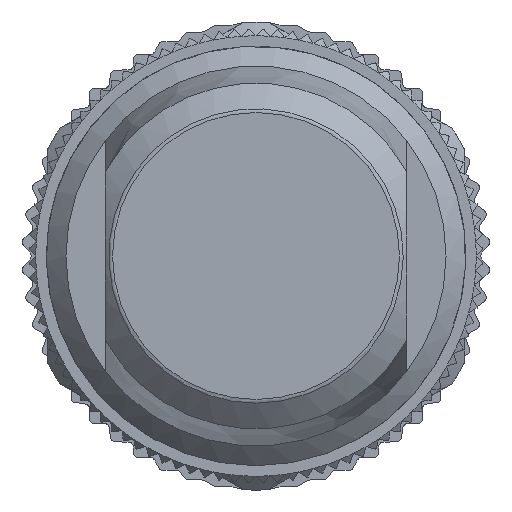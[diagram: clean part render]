
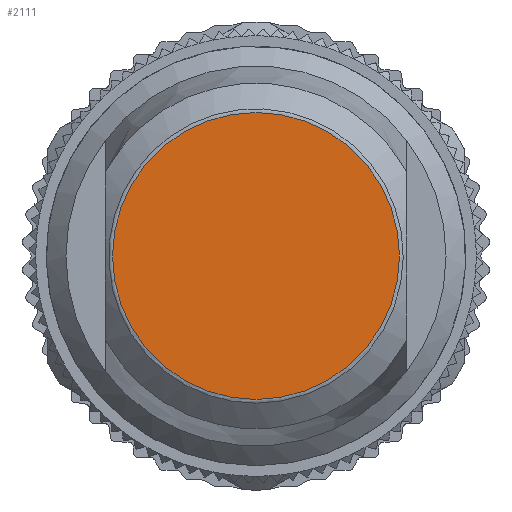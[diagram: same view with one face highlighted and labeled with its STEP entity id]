
A CAD part, left-side view. The second image highlights one B-rep face of the part: STEP entity #2111.
In plain terms, the highlighted planar face has unit normal (-1, 0, 0).
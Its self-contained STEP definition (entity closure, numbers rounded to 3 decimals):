
#397=PLANE('',#14203);
#2111=ADVANCED_FACE('',(#3104),#397,.T.);
#3104=FACE_OUTER_BOUND('',#3934,.T.);
#3934=EDGE_LOOP('',(#8328));
#4535=CIRCLE('',#14202,6.192);
#8328=ORIENTED_EDGE('',*,*,#11411,.T.);
#9506=VERTEX_POINT('',#23701);
#11411=EDGE_CURVE('',#9506,#9506,#4535,.T.);
#14202=AXIS2_PLACEMENT_3D('',#23700,#17670,#17671);
#14203=AXIS2_PLACEMENT_3D('',#23702,#17672,#17673);
#17670=DIRECTION('',(-1.,0.,0.));
#17671=DIRECTION('',(0.,0.,-1.));
#17672=DIRECTION('',(-1.,0.,0.));
#17673=DIRECTION('',(0.,0.,-1.));
#23700=CARTESIAN_POINT('',(-73.,0.,0.));
#23701=CARTESIAN_POINT('',(-73.,0.,-6.192));
#23702=CARTESIAN_POINT('',(-73.,0.,0.));
